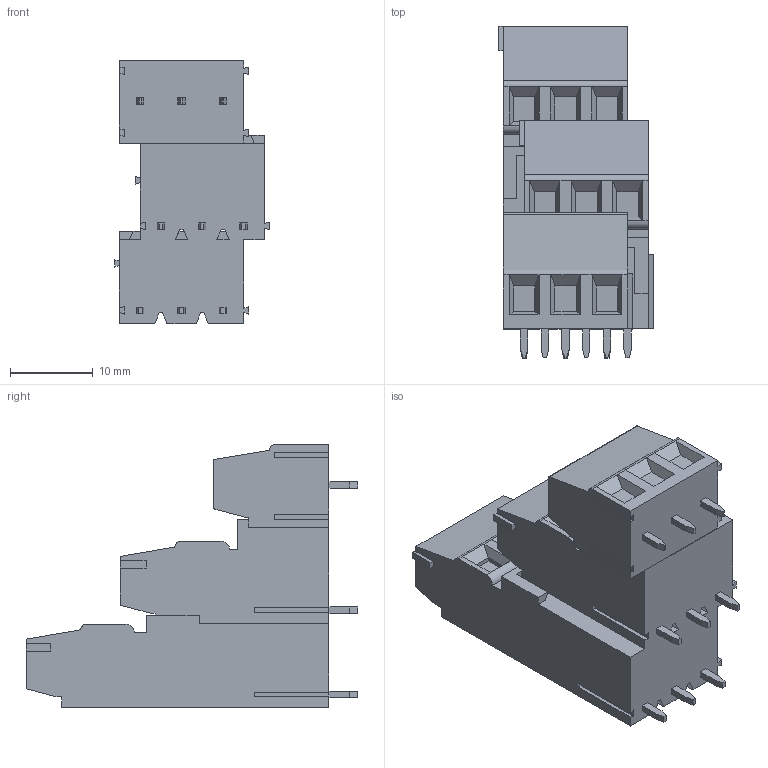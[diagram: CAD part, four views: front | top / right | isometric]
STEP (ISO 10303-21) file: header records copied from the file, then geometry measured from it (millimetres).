
FILE_DESCRIPTION((''),'2;1');
FILE_NAME('WJE2K500B-500-03P-00A','2016-10-10T',('QZY'),(''),'CREO PARAMETRIC BY PTC INC, 2014440','CREO PARAMETRIC BY PTC INC, 2014440','');
FILE_SCHEMA(('CONFIG_CONTROL_DESIGN'));
Length unit declared in the file: millimetre
Products named in the file (1): WJE2K500B-500-03P-00A
Bounding box: 18.72 x 40.1 x 31.8 mm (x, y, z)
Volume: 10440.5 mm3; surface area: 5767.5 mm2
Topology: 2 solids, 2 shells, 536 faces, 1347 edges, 845 vertices
Faces by surface type: plane 379, cylinder 79, cone 54, torus 24
Entity records: 16013 total; most frequent: CARTESIAN_POINT 2928, ORIENTED_EDGE 2694, DIRECTION 2635, EDGE_CURVE 1347, VECTOR 1055, LINE 1055, VERTEX_POINT 845, AXIS2_PLACEMENT_3D 790
